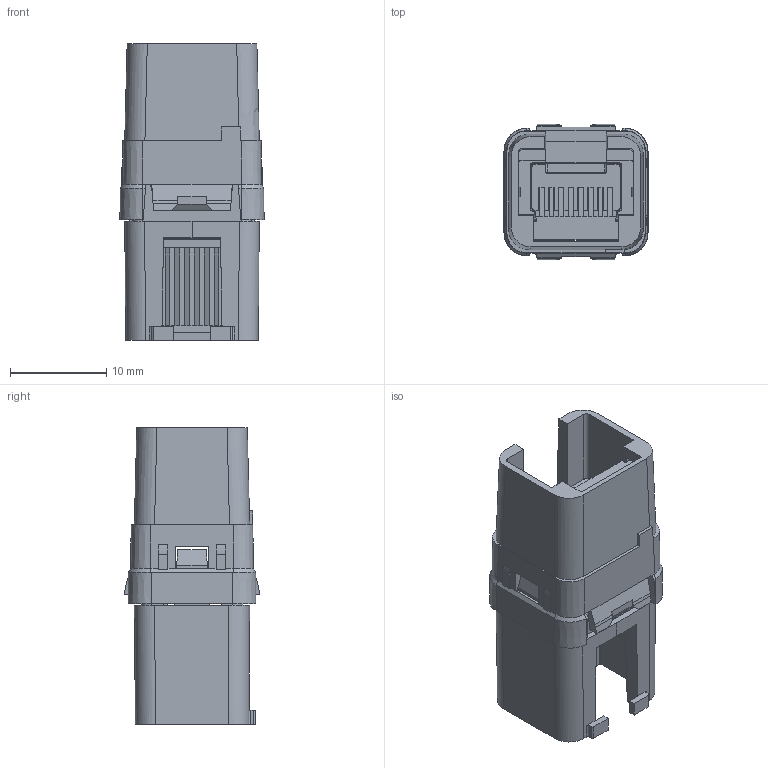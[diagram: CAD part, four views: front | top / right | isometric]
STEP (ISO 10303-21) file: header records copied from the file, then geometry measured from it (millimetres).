
FILE_DESCRIPTION((''),'2;1');
FILE_NAME('SIMMD0145SN','2020-01-06T',('presta_be4'),(''),'CREO PARAMETRIC BY PTC INC, 2018360','CREO PARAMETRIC BY PTC INC, 2018360','');
FILE_SCHEMA(('CONFIG_CONTROL_DESIGN'));
Length unit declared in the file: millimetre
Products named in the file (1): SIMMD0145SN
Bounding box: 15 x 14.1 x 30.9 mm (x, y, z)
Volume: 2350.5 mm3; surface area: 4979.1 mm2
Topology: 1 solids, 1 shells, 658 faces, 1978 edges, 1278 vertices
Faces by surface type: plane 514, cylinder 78, cone 44, bspline 18, sphere 4
Entity records: 23683 total; most frequent: CARTESIAN_POINT 6253, ORIENTED_EDGE 3952, DIRECTION 3160, EDGE_CURVE 1976, VECTOR 1644, LINE 1644, VERTEX_POINT 1278, AXIS2_PLACEMENT_3D 758
